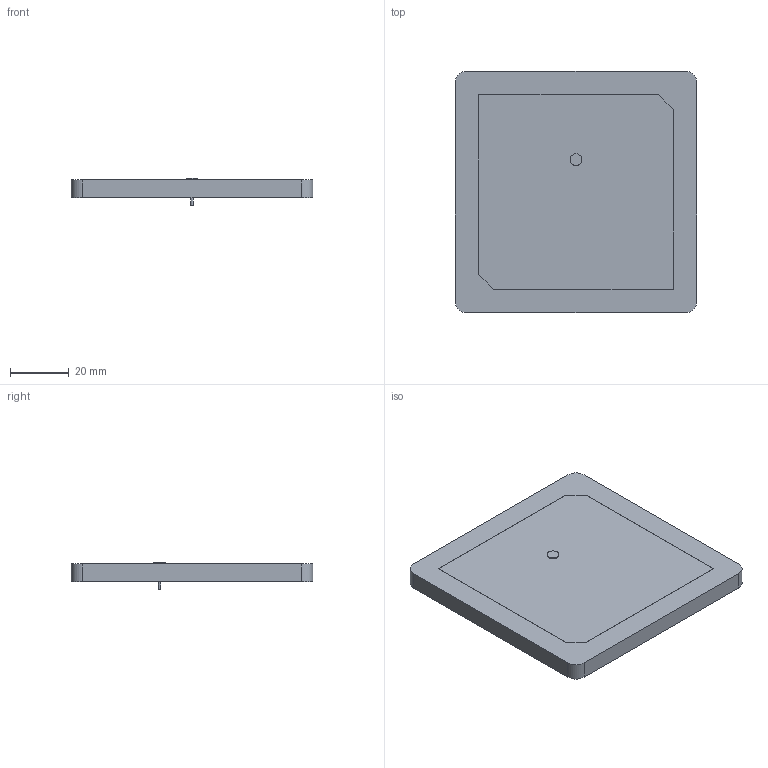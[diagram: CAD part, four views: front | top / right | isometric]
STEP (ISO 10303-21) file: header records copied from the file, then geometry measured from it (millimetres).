
FILE_DESCRIPTION(('FreeCAD Model'),'2;1');
FILE_NAME('Abracon_APAES868R8060C16-T.step','2019-12-13T12:14:45' ,('kicad StepUp'),('ksu MCAD'),'Open CASCADE STEP processor 7.3', 'FreeCAD','Unknown');
FILE_SCHEMA(('AUTOMOTIVE_DESIGN { 1 0 10303 214 1 1 1 1 }'));
Length unit declared in the file: millimetre
Products named in the file (1): Abracon_APAES868R8060C16-T
Bounding box: 82 x 82 x 9.2 mm (x, y, z)
Volume: 40485.5 mm3; surface area: 15373.5 mm2
Topology: 1 solids, 1 shells, 21 faces, 50 edges, 34 vertices
Faces by surface type: plane 15, cylinder 6
Full cylindrical faces by diameter (mm): 0.9 x1, 4 x1
Entity records: 773 total; most frequent: CARTESIAN_POINT 108, DIRECTION 106, ORIENTED_EDGE 100, EDGE_CURVE 50, AXIS2_PLACEMENT_3D 36, VERTEX_POINT 34, LINE 34, VECTOR 34
